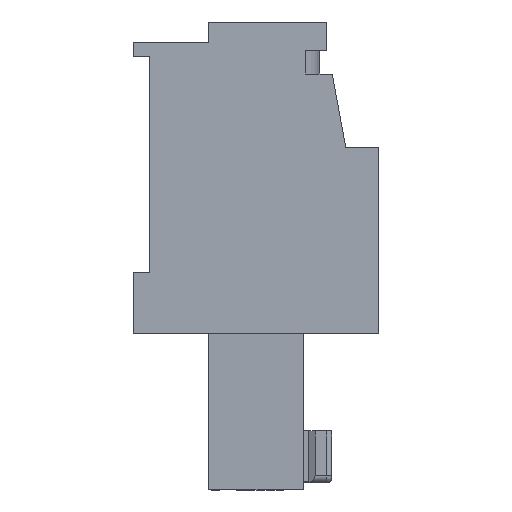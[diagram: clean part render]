
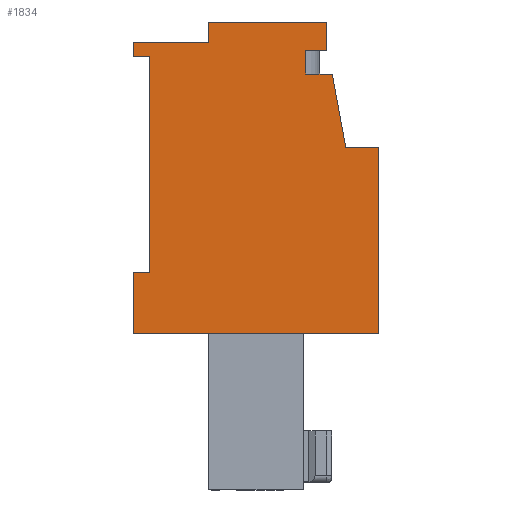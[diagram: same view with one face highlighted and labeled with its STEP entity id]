
A CAD part, front view. The second image highlights one B-rep face of the part: STEP entity #1834.
In plain terms, the highlighted planar face has unit normal (0, -1, 0).
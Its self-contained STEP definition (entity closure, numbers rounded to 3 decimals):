
#1834 = ADVANCED_FACE( '', ( #4030 ), #4031, .F. );
#4030 = FACE_OUTER_BOUND( '', #6979, .T. );
#4031 = PLANE( '', #6980 );
#6979 = EDGE_LOOP( '', ( #12431, #12432, #12433, #12434, #12435, #12436, #12437, #12438, #12439, #12440, #12441, #12442, #12443, #12444, #12445, #12446 ) );
#6980 = AXIS2_PLACEMENT_3D( '', #12447, #12448, #12449 );
#12431 = ORIENTED_EDGE( '', *, *, #16451, .F. );
#12432 = ORIENTED_EDGE( '', *, *, #15218, .T. );
#12433 = ORIENTED_EDGE( '', *, *, #16874, .T. );
#12434 = ORIENTED_EDGE( '', *, *, #15827, .T. );
#12435 = ORIENTED_EDGE( '', *, *, #15075, .F. );
#12436 = ORIENTED_EDGE( '', *, *, #16875, .T. );
#12437 = ORIENTED_EDGE( '', *, *, #15333, .T. );
#12438 = ORIENTED_EDGE( '', *, *, #16803, .F. );
#12439 = ORIENTED_EDGE( '', *, *, #15907, .T. );
#12440 = ORIENTED_EDGE( '', *, *, #15806, .T. );
#12441 = ORIENTED_EDGE( '', *, *, #16549, .F. );
#12442 = ORIENTED_EDGE( '', *, *, #16872, .T. );
#12443 = ORIENTED_EDGE( '', *, *, #16769, .T. );
#12444 = ORIENTED_EDGE( '', *, *, #15701, .F. );
#12445 = ORIENTED_EDGE( '', *, *, #16876, .T. );
#12446 = ORIENTED_EDGE( '', *, *, #15214, .T. );
#12447 = CARTESIAN_POINT( '', ( 2.2, -0.09, -6.9 ) );
#12448 = DIRECTION( '', ( 0., 1., 0. ) );
#12449 = DIRECTION( '', ( -1., 0., 0. ) );
#15075 = EDGE_CURVE( '', #17901, #17899, #17903, .T. );
#15214 = EDGE_CURVE( '', #18147, #18149, #18151, .T. );
#15218 = EDGE_CURVE( '', #18153, #18155, #18157, .T. );
#15333 = EDGE_CURVE( '', #18342, #18344, #18346, .T. );
#15701 = EDGE_CURVE( '', #18938, #18936, #18940, .T. );
#15806 = EDGE_CURVE( '', #19098, #19099, #19100, .T. );
#15827 = EDGE_CURVE( '', #19128, #17899, #19130, .T. );
#15907 = EDGE_CURVE( '', #19218, #19098, #19256, .T. );
#16451 = EDGE_CURVE( '', #18153, #18149, #20038, .T. );
#16549 = EDGE_CURVE( '', #20167, #19099, #20169, .T. );
#16769 = EDGE_CURVE( '', #20452, #18936, #20454, .T. );
#16803 = EDGE_CURVE( '', #19218, #18344, #20499, .T. );
#16872 = EDGE_CURVE( '', #20167, #20452, #20582, .T. );
#16874 = EDGE_CURVE( '', #18155, #19128, #20584, .T. );
#16875 = EDGE_CURVE( '', #17901, #18342, #20585, .T. );
#16876 = EDGE_CURVE( '', #18938, #18147, #20586, .T. );
#17899 = VERTEX_POINT( '', #21844 );
#17901 = VERTEX_POINT( '', #21847 );
#17903 = LINE( '', #21850, #21851 );
#18147 = VERTEX_POINT( '', #22192 );
#18149 = VERTEX_POINT( '', #22195 );
#18151 = LINE( '', #22198, #22199 );
#18153 = VERTEX_POINT( '', #22201 );
#18155 = VERTEX_POINT( '', #22204 );
#18157 = LINE( '', #22207, #22208 );
#18342 = VERTEX_POINT( '', #22466 );
#18344 = VERTEX_POINT( '', #22469 );
#18346 = LINE( '', #22472, #22473 );
#18936 = VERTEX_POINT( '', #23260 );
#18938 = VERTEX_POINT( '', #23263 );
#18940 = LINE( '', #23266, #23267 );
#19098 = VERTEX_POINT( '', #23483 );
#19099 = VERTEX_POINT( '', #23484 );
#19100 = LINE( '', #23485, #23486 );
#19128 = VERTEX_POINT( '', #23523 );
#19130 = LINE( '', #23526, #23527 );
#19218 = VERTEX_POINT( '', #23646 );
#19256 = LINE( '', #23695, #23696 );
#20038 = LINE( '', #24787, #24788 );
#20167 = VERTEX_POINT( '', #24965 );
#20169 = LINE( '', #24968, #24969 );
#20452 = VERTEX_POINT( '', #25361 );
#20454 = LINE( '', #25364, #25365 );
#20499 = LINE( '', #25423, #25424 );
#20582 = LINE( '', #25540, #25541 );
#20584 = LINE( '', #25543, #25544 );
#20585 = LINE( '', #25545, #25546 );
#20586 = LINE( '', #25547, #25548 );
#21844 = CARTESIAN_POINT( '', ( -8.2, -0.09, -13.2 ) );
#21847 = CARTESIAN_POINT( '', ( 2.2, -0.09, -13.2 ) );
#21850 = CARTESIAN_POINT( '', ( -6.8, -0.09, -13.2 ) );
#21851 = VECTOR( '', #26625, 1000. );
#22192 = CARTESIAN_POINT( '', ( -8.2, -0.09, -0.85 ) );
#22195 = CARTESIAN_POINT( '', ( -8.2, -0.09, -1.45 ) );
#22198 = CARTESIAN_POINT( '', ( -8.2, -0.09, 0. ) );
#22199 = VECTOR( '', #26806, 1000. );
#22201 = CARTESIAN_POINT( '', ( -7.5, -0.09, -1.45 ) );
#22204 = CARTESIAN_POINT( '', ( -7.5, -0.09, -10.6 ) );
#22207 = CARTESIAN_POINT( '', ( -7.5, -0.09, -6.9 ) );
#22208 = VECTOR( '', #26809, 1000. );
#22466 = CARTESIAN_POINT( '', ( 2.2, -0.09, -5.3 ) );
#22469 = CARTESIAN_POINT( '', ( 0.798, -0.09, -5.3 ) );
#22472 = CARTESIAN_POINT( '', ( 2.2, -0.09, -5.3 ) );
#22473 = VECTOR( '', #26918, 1000. );
#23260 = CARTESIAN_POINT( '', ( -5., -0.09, 0. ) );
#23263 = CARTESIAN_POINT( '', ( -5., -0.09, -0.85 ) );
#23266 = CARTESIAN_POINT( '', ( -5., -0.09, 0. ) );
#23267 = VECTOR( '', #27364, 1000. );
#23483 = CARTESIAN_POINT( '', ( -0.9, -0.09, -2.2 ) );
#23484 = CARTESIAN_POINT( '', ( -0.9, -0.09, -1.2 ) );
#23485 = CARTESIAN_POINT( '', ( -0.9, -0.09, -0.8 ) );
#23486 = VECTOR( '', #27477, 1000. );
#23523 = CARTESIAN_POINT( '', ( -8.2, -0.09, -10.6 ) );
#23526 = CARTESIAN_POINT( '', ( -8.2, -0.09, -13.2 ) );
#23527 = VECTOR( '', #27497, 1000. );
#23646 = CARTESIAN_POINT( '', ( 0.229, -0.09, -2.2 ) );
#23695 = CARTESIAN_POINT( '', ( 2.2, -0.09, -2.2 ) );
#23696 = VECTOR( '', #27606, 1000. );
#24787 = CARTESIAN_POINT( '', ( -8.2, -0.09, -1.45 ) );
#24788 = VECTOR( '', #28186, 1000. );
#24965 = CARTESIAN_POINT( '', ( 0., -0.09, -1.2 ) );
#24968 = CARTESIAN_POINT( '', ( 1., -0.09, -1.2 ) );
#24969 = VECTOR( '', #28299, 1000. );
#25361 = CARTESIAN_POINT( '', ( 0., -0.09, 0. ) );
#25364 = CARTESIAN_POINT( '', ( -8.2, -0.09, 0. ) );
#25365 = VECTOR( '', #28524, 1000. );
#25423 = CARTESIAN_POINT( '', ( 0.1, -0.09, -1.5 ) );
#25424 = VECTOR( '', #28568, 1000. );
#25540 = CARTESIAN_POINT( '', ( 0., -0.09, 0.9 ) );
#25541 = VECTOR( '', #28626, 1000. );
#25543 = CARTESIAN_POINT( '', ( -6.8, -0.09, -10.6 ) );
#25544 = VECTOR( '', #28627, 1000. );
#25545 = CARTESIAN_POINT( '', ( 2.2, -0.09, 0.1 ) );
#25546 = VECTOR( '', #28628, 1000. );
#25547 = CARTESIAN_POINT( '', ( -8.2, -0.09, -0.85 ) );
#25548 = VECTOR( '', #28629, 1000. );
#26625 = DIRECTION( '', ( -1., 0., 0. ) );
#26806 = DIRECTION( '', ( 0., 0., -1. ) );
#26809 = DIRECTION( '', ( 0., 0., -1. ) );
#26918 = DIRECTION( '', ( -1., 0., 0. ) );
#27364 = DIRECTION( '', ( 0., 0., 1. ) );
#27477 = DIRECTION( '', ( 0., 0., 1. ) );
#27497 = DIRECTION( '', ( 0., 0., -1. ) );
#27606 = DIRECTION( '', ( -1., 0., 0. ) );
#28186 = DIRECTION( '', ( -1., 0., 0. ) );
#28299 = DIRECTION( '', ( -1., 0., 0. ) );
#28524 = DIRECTION( '', ( -1., 0., 0. ) );
#28568 = DIRECTION( '', ( 0.181, 0., -0.984 ) );
#28626 = DIRECTION( '', ( 0., 0., 1. ) );
#28627 = DIRECTION( '', ( -1., 0., 0. ) );
#28628 = DIRECTION( '', ( 0., 0., 1. ) );
#28629 = DIRECTION( '', ( -1., 0., 0. ) );
